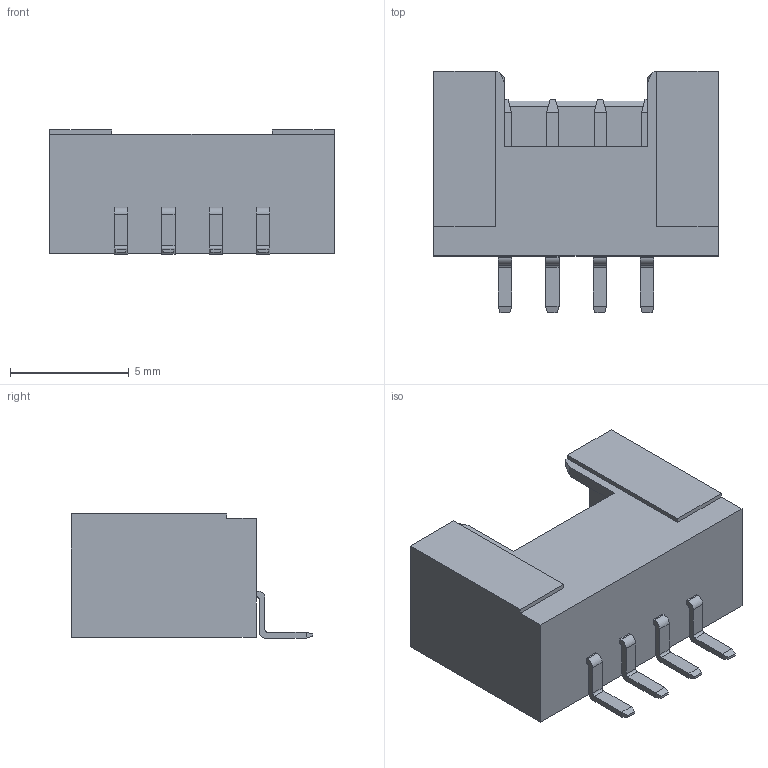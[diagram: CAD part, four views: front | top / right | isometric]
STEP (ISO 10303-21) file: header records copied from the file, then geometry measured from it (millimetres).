
FILE_DESCRIPTION(/* description */ ('Unknown'),/* implementation_level */ '2;1');
FILE_NAME(/* name */ '114020164',/* time_stamp */ '2023-06-30T10:04:39+02:00',/* author */ ('Unknown'),/* organization */ ('Unknown'),/* preprocessor_version */ 'ST-DEVELOPER v18.102',/* originating_system */ 'Solid Edge',/* authorisation */ 'Unknown');
FILE_SCHEMA (('AUTOMOTIVE_DESIGN {1 0 10303 214 3 1 1}'));
Length unit declared in the file: millimetre
Products named in the file (1): 114020164
Bounding box: 12 x 10.19 x 5.24 mm (x, y, z)
Volume: 266.3 mm3; surface area: 603.5 mm2
Topology: 1 solids, 1 shells, 152 faces, 383 edges, 241 vertices
Faces by surface type: plane 136, cylinder 16
Entity records: 5523 total; most frequent: CARTESIAN_POINT 777, ORIENTED_EDGE 766, DIRECTION 721, EDGE_CURVE 383, LINE 351, VECTOR 351, VERTEX_POINT 241, AXIS2_PLACEMENT_3D 185
